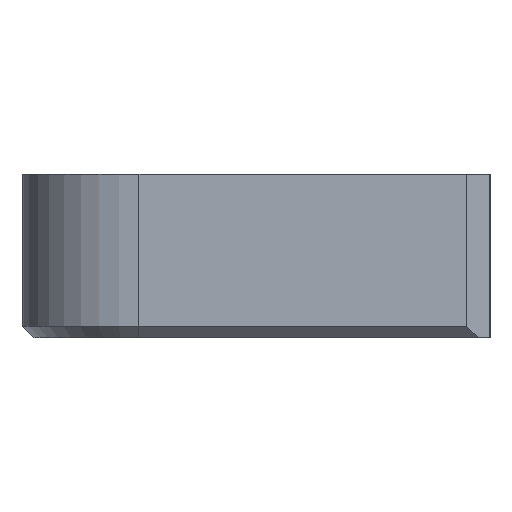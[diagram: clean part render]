
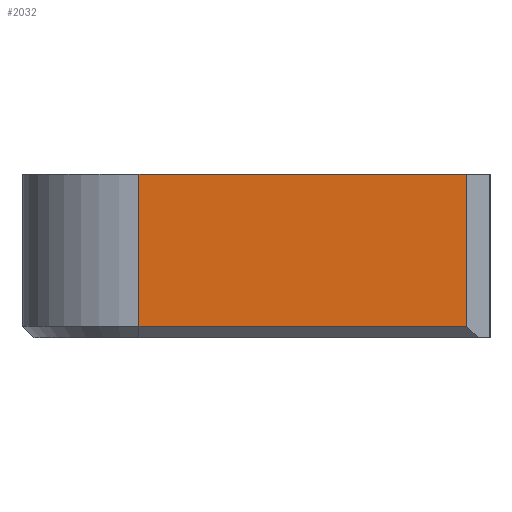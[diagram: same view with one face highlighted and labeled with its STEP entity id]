
A CAD part, left-side view. The second image highlights one B-rep face of the part: STEP entity #2032.
In plain terms, the highlighted planar face has unit normal (-1, 0, 0).
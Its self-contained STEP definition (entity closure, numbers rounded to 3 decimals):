
#118=PLANE('',#2168);
#221=FACE_OUTER_BOUND('',#345,.T.);
#345=EDGE_LOOP('',(#1738,#1739,#1740,#1741));
#531=LINE('',#3283,#763);
#549=LINE('',#3326,#781);
#552=LINE('',#3338,#784);
#553=LINE('',#3340,#785);
#763=VECTOR('',#2472,10.);
#781=VECTOR('',#2512,10.);
#784=VECTOR('',#2525,10.);
#785=VECTOR('',#2528,10.);
#1014=VERTEX_POINT('',#3280);
#1015=VERTEX_POINT('',#3282);
#1028=VERTEX_POINT('',#3323);
#1029=VERTEX_POINT('',#3325);
#1255=EDGE_CURVE('',#1014,#1015,#531,.T.);
#1277=EDGE_CURVE('',#1029,#1028,#549,.T.);
#1284=EDGE_CURVE('',#1029,#1014,#552,.T.);
#1285=EDGE_CURVE('',#1015,#1028,#553,.T.);
#1738=ORIENTED_EDGE('',*,*,#1255,.F.);
#1739=ORIENTED_EDGE('',*,*,#1284,.F.);
#1740=ORIENTED_EDGE('',*,*,#1277,.T.);
#1741=ORIENTED_EDGE('',*,*,#1285,.F.);
#2032=ADVANCED_FACE('',(#221),#118,.T.);
#2168=AXIS2_PLACEMENT_3D('',#3339,#2526,#2527);
#2472=DIRECTION('',(0.,1.,0.));
#2512=DIRECTION('',(0.,1.,0.));
#2525=DIRECTION('',(0.,0.,-1.));
#2526=DIRECTION('center_axis',(-1.,0.,0.));
#2527=DIRECTION('ref_axis',(0.,1.,0.));
#2528=DIRECTION('',(0.,0.,1.));
#3280=CARTESIAN_POINT('',(-38.,-34.,-6.5));
#3282=CARTESIAN_POINT('',(-38.,-20.,-6.5));
#3283=CARTESIAN_POINT('',(-38.,-30.,-6.5));
#3323=CARTESIAN_POINT('',(-38.,-20.,0.));
#3325=CARTESIAN_POINT('',(-38.,-34.,0.));
#3326=CARTESIAN_POINT('',(-38.,-35.,0.));
#3338=CARTESIAN_POINT('',(-38.,-34.,0.));
#3339=CARTESIAN_POINT('Origin',(-38.,-35.,0.));
#3340=CARTESIAN_POINT('',(-38.,-20.,0.));
